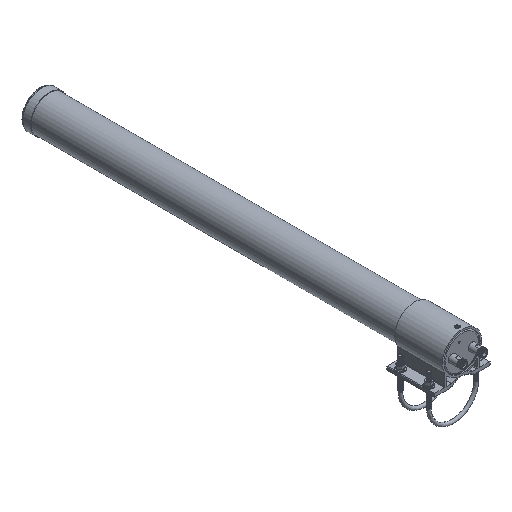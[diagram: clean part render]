
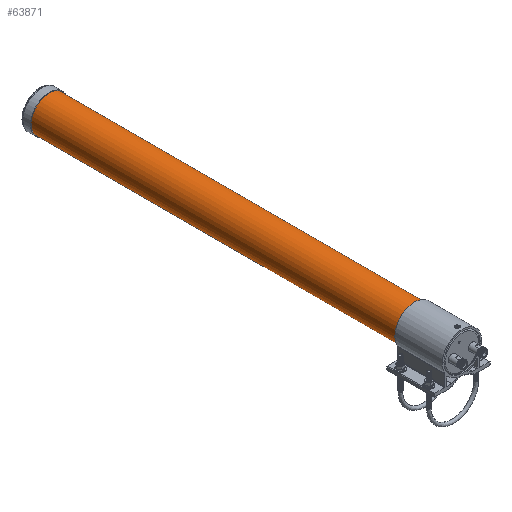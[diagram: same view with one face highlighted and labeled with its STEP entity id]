
A CAD part, isometric view. The second image highlights one B-rep face of the part: STEP entity #63871.
In plain terms, the highlighted cylindrical face has radius 37.5 mm (diameter 75 mm), a full revolution.
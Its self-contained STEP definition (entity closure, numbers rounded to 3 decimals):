
#3615 = EDGE_CURVE ( 'NONE', #64780, #64780, #16199, .T. ) ;
#5923 = CYLINDRICAL_SURFACE ( 'NONE', #10043, 37.5 ) ;
#10043 = AXIS2_PLACEMENT_3D ( 'NONE', #22886, #43732, #38438 ) ;
#13944 = DIRECTION ( 'NONE',  ( 0., 1., 0. ) ) ;
#14363 = EDGE_LOOP ( 'NONE', ( #34613 ) ) ;
#16199 = CIRCLE ( 'NONE', #56854, 37.5 ) ;
#16324 = EDGE_CURVE ( 'NONE', #23073, #23073, #36874, .T. ) ;
#22886 = CARTESIAN_POINT ( 'NONE',  ( 0., 0., 0. ) ) ;
#23073 = VERTEX_POINT ( 'NONE', #37922 ) ;
#31476 = DIRECTION ( 'NONE',  ( 0., 0., 1. ) ) ;
#34613 = ORIENTED_EDGE ( 'NONE', *, *, #16324, .T. ) ;
#36874 = CIRCLE ( 'NONE', #42512, 37.5 ) ;
#37922 = CARTESIAN_POINT ( 'NONE',  ( 0., 0., 37.5 ) ) ;
#38438 = DIRECTION ( 'NONE',  ( 0., 0., 1. ) ) ;
#40627 = EDGE_LOOP ( 'NONE', ( #47635 ) ) ;
#42078 = DIRECTION ( 'NONE',  ( 0., -1., 0. ) ) ;
#42512 = AXIS2_PLACEMENT_3D ( 'NONE', #50720, #13944, #46108 ) ;
#43732 = DIRECTION ( 'NONE',  ( 0., 1., 0. ) ) ;
#46108 = DIRECTION ( 'NONE',  ( 0., 0., 1. ) ) ;
#47635 = ORIENTED_EDGE ( 'NONE', *, *, #3615, .T. ) ;
#49722 = FACE_OUTER_BOUND ( 'NONE', #14363, .T. ) ;
#50720 = CARTESIAN_POINT ( 'NONE',  ( 0., 0., 0. ) ) ;
#54169 = CARTESIAN_POINT ( 'NONE',  ( 0., 870., 37.5 ) ) ;
#56854 = AXIS2_PLACEMENT_3D ( 'NONE', #58337, #42078, #31476 ) ;
#58337 = CARTESIAN_POINT ( 'NONE',  ( 0., 870., 0. ) ) ;
#60329 = FACE_OUTER_BOUND ( 'NONE', #40627, .T. ) ;
#63871 = ADVANCED_FACE ( 'NONE', ( #60329, #49722 ), #5923, .T. ) ;
#64780 = VERTEX_POINT ( 'NONE', #54169 ) ;
